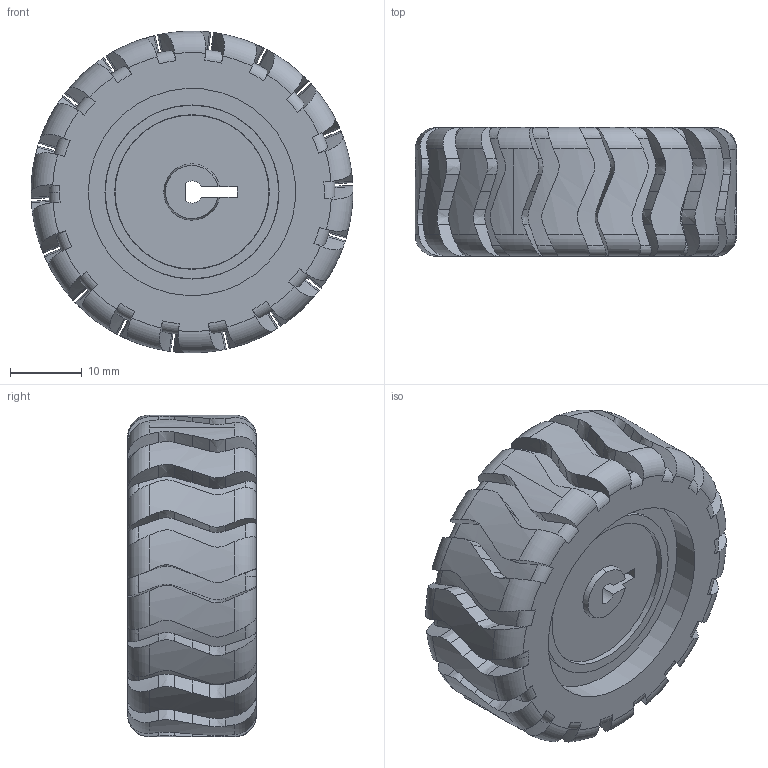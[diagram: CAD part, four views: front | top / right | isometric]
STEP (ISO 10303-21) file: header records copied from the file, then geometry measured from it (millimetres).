
FILE_DESCRIPTION(('HOOPS Exchange Step'),'2;1');
FILE_NAME('temp_export','2024-02-09T09:21:08-05:00',('Lenovo'),('Shapr3D Limited'),'HOOPS Exchange 2023.2','Shapr3D','Authorized');
FILE_SCHEMA( ('AUTOMOTIVE_DESIGN { 1 0 10303 214 1 1 1 1 }') );
Length unit declared in the file: millimetre
Products named in the file (2): rueda_pololu_45_19; root
Assembly tree (1 placements, depth 2):
  root
    rueda_pololu_45_19
Bounding box: 45 x 18 x 45 mm (x, y, z)
Volume: 19044.4 mm3; surface area: 8438.7 mm2
Topology: 1 solids, 1 shells, 605 faces, 1790 edges, 1192 vertices
Faces by surface type: bspline 288, plane 109, cylinder 89, torus 76, cone 43
Full cylindrical faces by diameter (mm): 29 x2
Entity records: 29712 total; most frequent: CARTESIAN_POINT 15902, ORIENTED_EDGE 3580, EDGE_CURVE 1790, DIRECTION 1766, VERTEX_POINT 1192, B_SPLINE_CURVE_WITH_KNOTS 1051, AXIS2_PLACEMENT_3D 708, EDGE_LOOP 612
